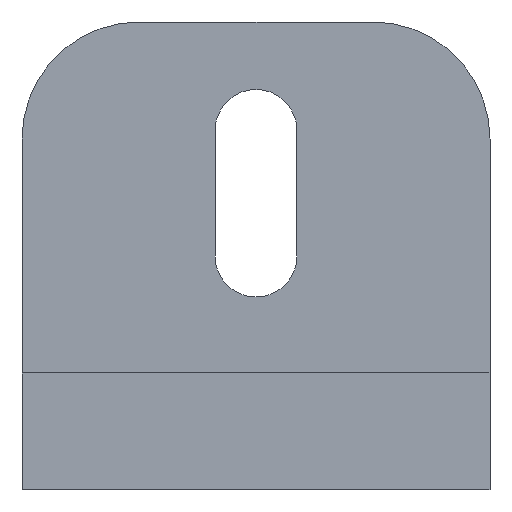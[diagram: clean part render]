
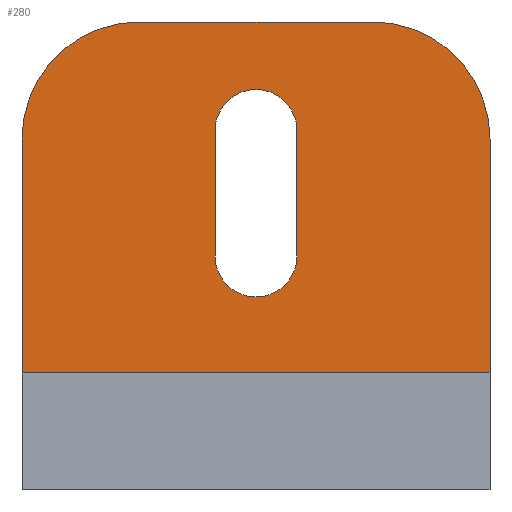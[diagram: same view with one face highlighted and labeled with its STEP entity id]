
A CAD part, left-side view. The second image highlights one B-rep face of the part: STEP entity #280.
In plain terms, the highlighted planar face has unit normal (-1, 0, 0).
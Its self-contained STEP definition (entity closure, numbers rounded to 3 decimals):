
#15=FACE_BOUND('',#46,.T.);
#19=PLANE('',#311);
#30=FACE_OUTER_BOUND('',#45,.T.);
#45=EDGE_LOOP('',(#200,#201,#202,#203,#204,#205));
#46=EDGE_LOOP('',(#206,#207,#208,#209));
#65=LINE('',#426,#94);
#66=LINE('',#430,#95);
#67=LINE('',#432,#96);
#68=LINE('',#433,#97);
#69=LINE('',#436,#98);
#70=LINE('',#440,#99);
#94=VECTOR('',#345,10.);
#95=VECTOR('',#348,10.);
#96=VECTOR('',#349,10.);
#97=VECTOR('',#350,10.);
#98=VECTOR('',#351,10.);
#99=VECTOR('',#354,10.);
#122=CIRCLE('',#310,5.);
#123=CIRCLE('',#312,5.);
#124=CIRCLE('',#313,1.75);
#125=CIRCLE('',#314,1.75);
#133=VERTEX_POINT('',#419);
#134=VERTEX_POINT('',#421);
#135=VERTEX_POINT('',#425);
#136=VERTEX_POINT('',#427);
#137=VERTEX_POINT('',#429);
#138=VERTEX_POINT('',#431);
#139=VERTEX_POINT('',#434);
#140=VERTEX_POINT('',#435);
#141=VERTEX_POINT('',#437);
#142=VERTEX_POINT('',#439);
#159=EDGE_CURVE('',#133,#134,#122,.T.);
#161=EDGE_CURVE('',#135,#133,#65,.T.);
#162=EDGE_CURVE('',#136,#135,#123,.T.);
#163=EDGE_CURVE('',#137,#136,#66,.T.);
#164=EDGE_CURVE('',#138,#137,#67,.T.);
#165=EDGE_CURVE('',#138,#134,#68,.T.);
#166=EDGE_CURVE('',#139,#140,#69,.T.);
#167=EDGE_CURVE('',#140,#141,#124,.T.);
#168=EDGE_CURVE('',#141,#142,#70,.T.);
#169=EDGE_CURVE('',#142,#139,#125,.T.);
#200=ORIENTED_EDGE('',*,*,#159,.F.);
#201=ORIENTED_EDGE('',*,*,#161,.F.);
#202=ORIENTED_EDGE('',*,*,#162,.F.);
#203=ORIENTED_EDGE('',*,*,#163,.F.);
#204=ORIENTED_EDGE('',*,*,#164,.F.);
#205=ORIENTED_EDGE('',*,*,#165,.T.);
#206=ORIENTED_EDGE('',*,*,#166,.T.);
#207=ORIENTED_EDGE('',*,*,#167,.T.);
#208=ORIENTED_EDGE('',*,*,#168,.T.);
#209=ORIENTED_EDGE('',*,*,#169,.T.);
#280=ADVANCED_FACE('',(#30,#15),#19,.T.);
#310=AXIS2_PLACEMENT_3D('',#422,#340,#341);
#311=AXIS2_PLACEMENT_3D('',#424,#343,#344);
#312=AXIS2_PLACEMENT_3D('',#428,#346,#347);
#313=AXIS2_PLACEMENT_3D('',#438,#352,#353);
#314=AXIS2_PLACEMENT_3D('',#441,#355,#356);
#340=DIRECTION('center_axis',(1.,0.,0.));
#341=DIRECTION('ref_axis',(0.,-0.707,0.707));
#343=DIRECTION('center_axis',(-1.,0.,0.));
#344=DIRECTION('ref_axis',(0.,-1.,0.));
#345=DIRECTION('',(0.,-1.,0.));
#346=DIRECTION('center_axis',(1.,0.,0.));
#347=DIRECTION('ref_axis',(0.,0.707,0.707));
#348=DIRECTION('',(0.,0.,1.));
#349=DIRECTION('',(0.,1.,0.));
#350=DIRECTION('',(0.,0.,1.));
#351=DIRECTION('',(0.,0.,-1.));
#352=DIRECTION('center_axis',(1.,0.,0.));
#353=DIRECTION('ref_axis',(0.,1.,0.));
#354=DIRECTION('',(0.,0.,1.));
#355=DIRECTION('center_axis',(1.,0.,0.));
#356=DIRECTION('ref_axis',(0.,-1.,0.));
#419=CARTESIAN_POINT('',(12.,5.,20.));
#421=CARTESIAN_POINT('',(12.,0.,15.));
#422=CARTESIAN_POINT('Origin',(12.,5.,15.));
#424=CARTESIAN_POINT('Origin',(12.,20.,5.));
#425=CARTESIAN_POINT('',(12.,15.,20.));
#426=CARTESIAN_POINT('',(12.,20.,20.));
#427=CARTESIAN_POINT('',(12.,20.,15.));
#428=CARTESIAN_POINT('Origin',(12.,15.,15.));
#429=CARTESIAN_POINT('',(12.,20.,5.));
#430=CARTESIAN_POINT('',(12.,20.,5.));
#431=CARTESIAN_POINT('',(12.,0.,5.));
#432=CARTESIAN_POINT('',(12.,15.,5.));
#433=CARTESIAN_POINT('',(12.,0.,5.));
#434=CARTESIAN_POINT('',(12.,8.25,15.364));
#435=CARTESIAN_POINT('',(12.,8.25,10.));
#436=CARTESIAN_POINT('',(12.,8.25,10.182));
#437=CARTESIAN_POINT('',(12.,11.75,10.));
#438=CARTESIAN_POINT('Origin',(12.,10.,10.));
#439=CARTESIAN_POINT('',(12.,11.75,15.364));
#440=CARTESIAN_POINT('',(12.,11.75,7.5));
#441=CARTESIAN_POINT('Origin',(12.,10.,15.364));
